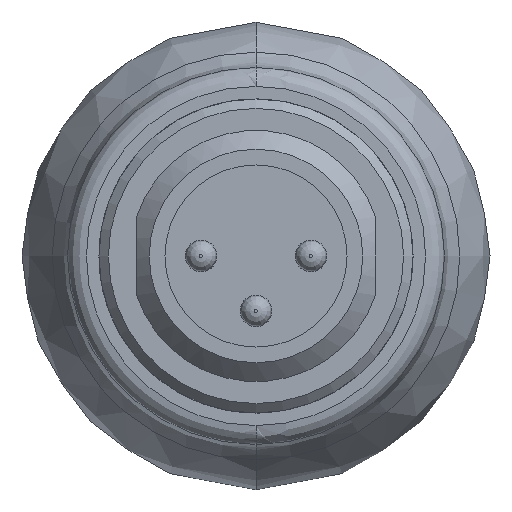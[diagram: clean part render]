
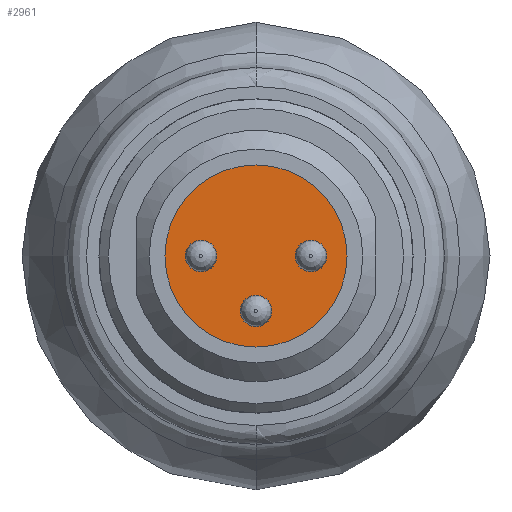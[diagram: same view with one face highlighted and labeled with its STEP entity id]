
A CAD part, left-side view. The second image highlights one B-rep face of the part: STEP entity #2961.
In plain terms, the highlighted planar face has unit normal (-1, 0, 0).
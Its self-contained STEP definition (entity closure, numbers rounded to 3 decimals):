
#1482=CARTESIAN_POINT('',(-19.1,1.25,0.));
#1483=VERTEX_POINT('',#1482);
#1484=CARTESIAN_POINT('',(-19.1,0.75,0.));
#1485=DIRECTION('',(1.0,0.0,0.0));
#1486=DIRECTION('',(0.0,-1.0,0.0));
#1487=AXIS2_PLACEMENT_3D('',#1484,#1485,#1486);
#1488=CIRCLE('',#1487,0.5);
#1489=EDGE_CURVE('',#1483,#1483,#1488,.T.);
#1587=CARTESIAN_POINT('',(-19.1,-0.5,-1.75));
#1588=VERTEX_POINT('',#1587);
#1589=CARTESIAN_POINT('',(-19.1,-1.,-1.75));
#1590=DIRECTION('',(1.0,0.0,0.0));
#1591=DIRECTION('',(0.0,-1.0,0.0));
#1592=AXIS2_PLACEMENT_3D('',#1589,#1590,#1591);
#1593=CIRCLE('',#1592,0.5);
#1594=EDGE_CURVE('',#1588,#1588,#1593,.T.);
#1692=CARTESIAN_POINT('',(-19.1,-2.25,0.));
#1693=VERTEX_POINT('',#1692);
#1694=CARTESIAN_POINT('',(-19.1,-2.75,0.));
#1695=DIRECTION('',(1.0,0.0,0.0));
#1696=DIRECTION('',(0.0,-1.0,0.0));
#1697=AXIS2_PLACEMENT_3D('',#1694,#1695,#1696);
#1698=CIRCLE('',#1697,0.5);
#1699=EDGE_CURVE('',#1693,#1693,#1698,.T.);
#2929=CARTESIAN_POINT('',(-19.1,-3.9,0.));
#2930=VERTEX_POINT('',#2929);
#2931=CARTESIAN_POINT('',(-19.1,-1.,0.));
#2932=DIRECTION('',(-1.0,0.0,0.0));
#2933=DIRECTION('',(0.0,-1.0,0.0));
#2934=AXIS2_PLACEMENT_3D('',#2931,#2932,#2933);
#2935=CIRCLE('',#2934,2.9);
#2936=EDGE_CURVE('',#2930,#2930,#2935,.T.);
#2944=CARTESIAN_POINT('',(-19.1,-2.45,0.));
#2945=DIRECTION('',(-1.0,0.0,0.0));
#2946=DIRECTION('',(0.0,0.0,1.0));
#2947=AXIS2_PLACEMENT_3D('',#2944,#2945,#2946);
#2948=PLANE('',#2947);
#2949=ORIENTED_EDGE('',*,*,#2936,.T.);
#2950=EDGE_LOOP('',(#2949));
#2951=FACE_OUTER_BOUND('',#2950,.T.);
#2952=ORIENTED_EDGE('',*,*,#1489,.T.);
#2953=EDGE_LOOP('',(#2952));
#2954=FACE_BOUND('',#2953,.T.);
#2955=ORIENTED_EDGE('',*,*,#1699,.T.);
#2956=EDGE_LOOP('',(#2955));
#2957=FACE_BOUND('',#2956,.T.);
#2958=ORIENTED_EDGE('',*,*,#1594,.T.);
#2959=EDGE_LOOP('',(#2958));
#2960=FACE_BOUND('',#2959,.T.);
#2961=ADVANCED_FACE('',(#2951,#2954,#2957,#2960),#2948,.T.);
